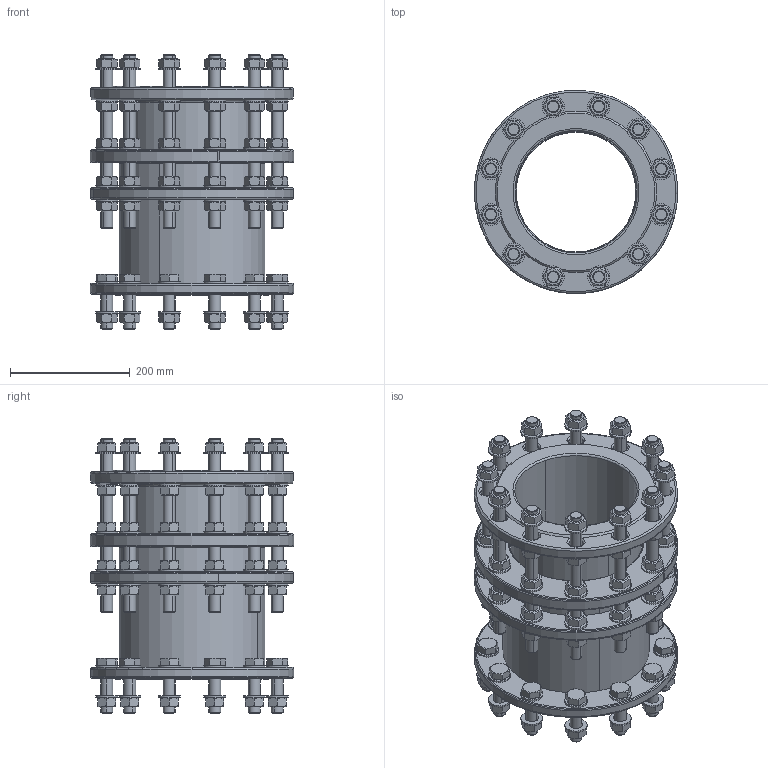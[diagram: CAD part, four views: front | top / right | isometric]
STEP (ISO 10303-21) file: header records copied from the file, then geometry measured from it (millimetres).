
FILE_DESCRIPTION((''),'2;1');
FILE_NAME('PAS30-DN200-PN16_SW0001','2019-03-18T',('pchinta'),(''),'PRO/ENGINEER BY PARAMETRIC TECHNOLOGY CORPORATION, 2015030','PRO/ENGINEER BY PARAMETRIC TECHNOLOGY CORPORATION, 2015030','');
FILE_SCHEMA(('CONFIG_CONTROL_DESIGN'));
Products named in the file (1): PAS30-DN200-PN16_SW0001
Bounding box: 340 x 340 x 459.5 mm (x, y, z)
Volume: 8108791.5 mm3; surface area: 1533947.1 mm2
Topology: 2 solids, 2 shells, 2668 faces, 6292 edges, 4011 vertices
Faces by surface type: plane 1143, cone 571, cylinder 530, extrusion 280, torus 132, bspline 12
Entity records: 95083 total; most frequent: CARTESIAN_POINT 35116, ORIENTED_EDGE 12580, DIRECTION 11661, EDGE_CURVE 6290, AXIS2_PLACEMENT_3D 4400, VERTEX_POINT 4011, EDGE_LOOP 3105, VECTOR 2861
